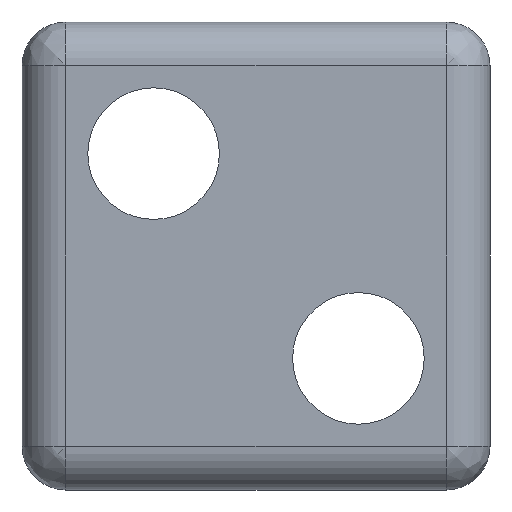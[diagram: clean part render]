
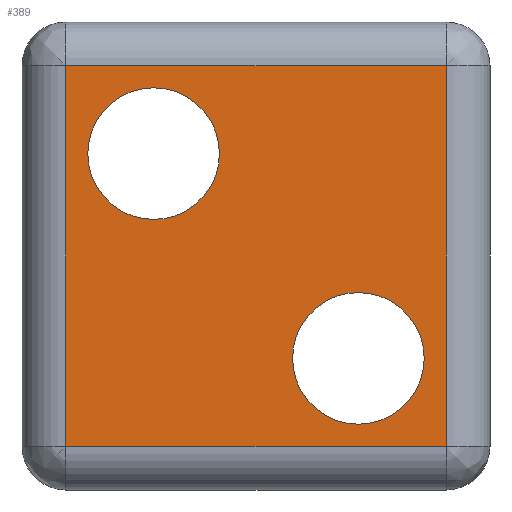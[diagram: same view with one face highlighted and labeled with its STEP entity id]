
A CAD part, front view. The second image highlights one B-rep face of the part: STEP entity #389.
In plain terms, the highlighted planar face has unit normal (0, -1, 0).
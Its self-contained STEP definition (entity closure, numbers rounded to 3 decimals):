
#102=CARTESIAN_POINT('',(3.5,0.0,-1.25));
#103=VERTEX_POINT('',#102);
#110=CARTESIAN_POINT('',(3.5,0.0,-5.75));
#111=VERTEX_POINT('',#110);
#112=CARTESIAN_POINT('',(3.5,0.0,-3.5));
#113=DIRECTION('',(0.0,-1.0,0.0));
#114=DIRECTION('',(0.0,0.0,-1.0));
#115=AXIS2_PLACEMENT_3D('',#112,#113,#114);
#116=CIRCLE('',#115,2.25);
#117=EDGE_CURVE('',#103,#111,#116,.T.);
#144=CARTESIAN_POINT('',(-3.5,0.0,5.75));
#145=VERTEX_POINT('',#144);
#152=CARTESIAN_POINT('',(-3.5,0.0,1.25));
#153=VERTEX_POINT('',#152);
#154=CARTESIAN_POINT('',(-3.5,0.0,3.5));
#155=DIRECTION('',(0.0,-1.0,0.0));
#156=DIRECTION('',(0.0,0.0,-1.0));
#157=AXIS2_PLACEMENT_3D('',#154,#155,#156);
#158=CIRCLE('',#157,2.25);
#159=EDGE_CURVE('',#145,#153,#158,.T.);
#330=CARTESIAN_POINT('',(-7.15,0.0,-7.15));
#331=DIRECTION('',(0.0,1.0,0.0));
#332=DIRECTION('',(0.0,0.0,1.0));
#333=AXIS2_PLACEMENT_3D('',#330,#331,#332);
#334=PLANE('',#333);
#335=CARTESIAN_POINT('',(-6.5,0.,6.5));
#336=VERTEX_POINT('',#335);
#337=CARTESIAN_POINT('',(-6.5,0.,-6.5));
#338=VERTEX_POINT('',#337);
#339=CARTESIAN_POINT('',(-6.5,0.0,6.5));
#340=DIRECTION('',(0.0,0.0,-1.0));
#341=VECTOR('',#340,13.0);
#342=LINE('',#339,#341);
#343=EDGE_CURVE('',#336,#338,#342,.T.);
#344=ORIENTED_EDGE('',*,*,#343,.T.);
#345=CARTESIAN_POINT('',(6.5,0.,-6.5));
#346=VERTEX_POINT('',#345);
#347=CARTESIAN_POINT('',(-6.5,0.0,-6.5));
#348=DIRECTION('',(1.0,0.0,0.0));
#349=VECTOR('',#348,13.);
#350=LINE('',#347,#349);
#351=EDGE_CURVE('',#338,#346,#350,.T.);
#352=ORIENTED_EDGE('',*,*,#351,.T.);
#353=CARTESIAN_POINT('',(6.5,0.,6.5));
#354=VERTEX_POINT('',#353);
#355=CARTESIAN_POINT('',(6.5,0.0,-6.5));
#356=DIRECTION('',(0.0,0.0,1.0));
#357=VECTOR('',#356,13.0);
#358=LINE('',#355,#357);
#359=EDGE_CURVE('',#346,#354,#358,.T.);
#360=ORIENTED_EDGE('',*,*,#359,.T.);
#361=CARTESIAN_POINT('',(6.5,0.0,6.5));
#362=DIRECTION('',(-1.0,0.0,0.0));
#363=VECTOR('',#362,13.);
#364=LINE('',#361,#363);
#365=EDGE_CURVE('',#354,#336,#364,.T.);
#366=ORIENTED_EDGE('',*,*,#365,.T.);
#367=EDGE_LOOP('',(#344,#352,#360,#366));
#368=FACE_OUTER_BOUND('',#367,.T.);
#369=CARTESIAN_POINT('',(3.5,0.0,-3.5));
#370=DIRECTION('',(0.0,-1.0,0.0));
#371=DIRECTION('',(0.0,0.0,-1.0));
#372=AXIS2_PLACEMENT_3D('',#369,#370,#371);
#373=CIRCLE('',#372,2.25);
#374=EDGE_CURVE('',#111,#103,#373,.T.);
#375=ORIENTED_EDGE('',*,*,#374,.F.);
#376=ORIENTED_EDGE('',*,*,#117,.F.);
#377=EDGE_LOOP('',(#375,#376));
#378=FACE_BOUND('',#377,.T.);
#379=CARTESIAN_POINT('',(-3.5,0.0,3.5));
#380=DIRECTION('',(0.0,-1.0,0.0));
#381=DIRECTION('',(0.0,0.0,-1.0));
#382=AXIS2_PLACEMENT_3D('',#379,#380,#381);
#383=CIRCLE('',#382,2.25);
#384=EDGE_CURVE('',#153,#145,#383,.T.);
#385=ORIENTED_EDGE('',*,*,#384,.F.);
#386=ORIENTED_EDGE('',*,*,#159,.F.);
#387=EDGE_LOOP('',(#385,#386));
#388=FACE_BOUND('',#387,.T.);
#389=ADVANCED_FACE('',(#368,#378,#388),#334,.F.);
